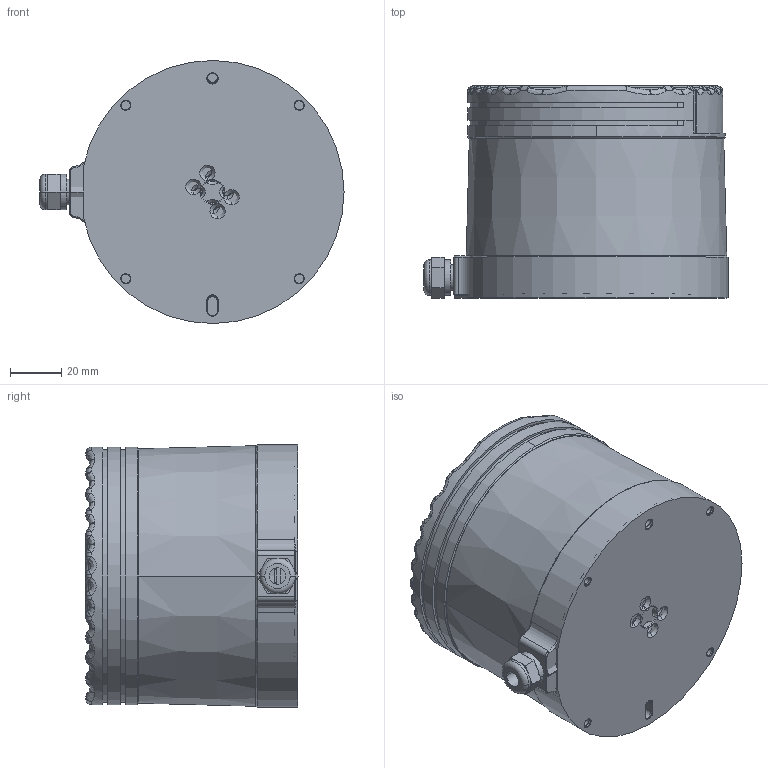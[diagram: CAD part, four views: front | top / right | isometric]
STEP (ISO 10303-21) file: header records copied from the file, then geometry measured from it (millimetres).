
FILE_DESCRIPTION((''),'2;1');
FILE_NAME('00-DIZUOZUJIAN_ASM','2023-06-20T',('TM'),(''),'PRO/ENGINEER BY PARAMETRIC TECHNOLOGY CORPORATION, 2015240','PRO/ENGINEER BY PARAMETRIC TECHNOLOGY CORPORATION, 2015240','');
FILE_SCHEMA(('CONFIG_CONTROL_DESIGN'));
Length unit declared in the file: millimetre
Products named in the file (9): 07-DIKE; DIBAN-00; QIUZHAO-00; M2-2-5; XIAGAI; SHANGGAI; DUTOU-01; M10JT; 00-DIZUOZUJIAN_ASM
Assembly tree (11 placements, depth 2):
  00-DIZUOZUJIAN_ASM
    07-DIKE
    DIBAN-00
    QIUZHAO-00
    M2-2-5  x4
    XIAGAI
    SHANGGAI
    DUTOU-01
    M10JT
Bounding box: 119.05 x 83.03 x 103 mm (x, y, z)
Volume: 158761.6 mm3; surface area: 142646 mm2
Topology: 11 solids, 11 shells, 1120 faces, 2628 edges, 1595 vertices
Faces by surface type: plane 357, cylinder 350, cone 233, torus 62, sphere 60, bspline 58
Entity records: 32431 total; most frequent: CARTESIAN_POINT 7709, DIRECTION 5541, ORIENTED_EDGE 4900, EDGE_CURVE 2450, AXIS2_PLACEMENT_3D 2224, VERTEX_POINT 1481, CIRCLE 1211, EDGE_LOOP 1171
